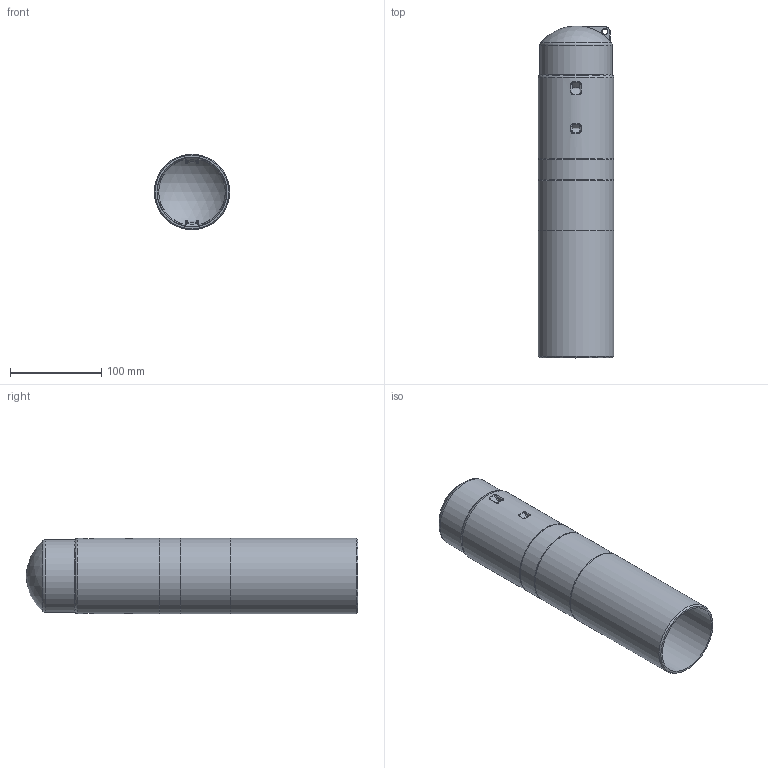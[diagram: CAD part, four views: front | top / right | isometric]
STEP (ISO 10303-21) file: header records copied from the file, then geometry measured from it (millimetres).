
FILE_DESCRIPTION(/* description */ (''),/* implementation_level */ '2;1');
FILE_NAME(/* name */ 'Schutzkappe_STAR_Heavy_Duty_500_113595.stp',/* time_stamp */ '2022-01-25T11:11:16+01:00',/* author */ ('002230'),/* organization */ (''),/* preprocessor_version */ 'ST-DEVELOPER v18.1',/* originating_system */ 'Autodesk Inventor 2022',/* authorisation */ '');
FILE_SCHEMA (('AUTOMOTIVE_DESIGN { 1 0 10303 214 3 1 1 }'));
Length unit declared in the file: millimetre
Products named in the file (1): ancap17a
Bounding box: 83 x 364.1 x 83 mm (x, y, z)
Volume: 295778.3 mm3; surface area: 185348 mm2
Topology: 1 solids, 1 shells, 196 faces, 503 edges, 359 vertices
Faces by surface type: bspline 76, torus 41, cylinder 29, plane 21, cone 19, sphere 10
Full cylindrical faces by diameter (mm): 6 x1, 73.4 x1, 76.5 x1, 79.4 x1, 83 x4
Entity records: 8195 total; most frequent: CARTESIAN_POINT 3895, ORIENTED_EDGE 892, DIRECTION 827, EDGE_CURVE 446, AXIS2_PLACEMENT_3D 387, CIRCLE 266, VERTEX_POINT 262, EDGE_LOOP 208
